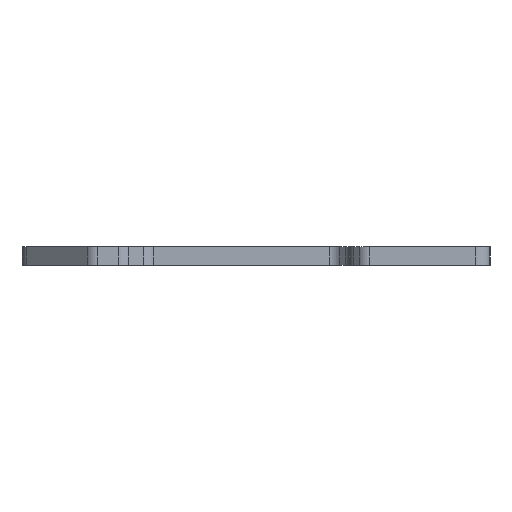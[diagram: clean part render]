
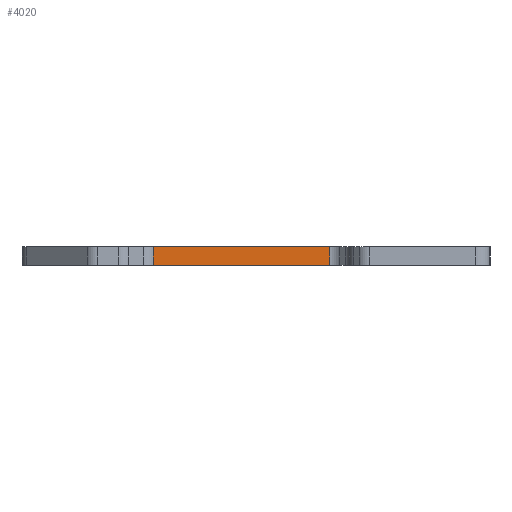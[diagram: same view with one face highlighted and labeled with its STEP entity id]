
A CAD part, left-side view. The second image highlights one B-rep face of the part: STEP entity #4020.
In plain terms, the highlighted planar face has unit normal (-1, 0, 0).
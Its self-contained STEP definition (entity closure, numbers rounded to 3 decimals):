
#14 = CARTESIAN_POINT ( 'NONE',  ( -95.8, 13., 42.5 ) ) ;
#88 = DIRECTION ( 'NONE',  ( 0., 1., 0. ) ) ;
#266 = CARTESIAN_POINT ( 'NONE',  ( -95.8, 17.243, 46.5 ) ) ;
#346 = VERTEX_POINT ( 'NONE', #3246 ) ;
#692 = LINE ( 'NONE', #266, #2507 ) ;
#799 = ORIENTED_EDGE ( 'NONE', *, *, #2204, .T. ) ;
#841 = CARTESIAN_POINT ( 'NONE',  ( -95.8, 17.243, 46.5 ) ) ;
#846 = EDGE_LOOP ( 'NONE', ( #2942, #3371, #1159, #799 ) ) ;
#926 = DIRECTION ( 'NONE',  ( 1., 0., 0. ) ) ;
#1117 = LINE ( 'NONE', #1174, #3603 ) ;
#1159 = ORIENTED_EDGE ( 'NONE', *, *, #2366, .T. ) ;
#1174 = CARTESIAN_POINT ( 'NONE',  ( -95.8, 54.907, 42.5 ) ) ;
#1381 = CARTESIAN_POINT ( 'NONE',  ( -95.8, 13., 42.5 ) ) ;
#1578 = VERTEX_POINT ( 'NONE', #3093 ) ;
#1585 = CARTESIAN_POINT ( 'NONE',  ( -95.8, 13., 46.5 ) ) ;
#2073 = FACE_OUTER_BOUND ( 'NONE', #846, .T. ) ;
#2084 = DIRECTION ( 'NONE',  ( 0., 0., 1. ) ) ;
#2204 = EDGE_CURVE ( 'NONE', #1578, #4420, #1117, .T. ) ;
#2360 = LINE ( 'NONE', #1585, #4300 ) ;
#2366 = EDGE_CURVE ( 'NONE', #3475, #1578, #2360, .T. ) ;
#2507 = VECTOR ( 'NONE', #2084, 1000. ) ;
#2597 = VECTOR ( 'NONE', #88, 1000. ) ;
#2942 = ORIENTED_EDGE ( 'NONE', *, *, #4077, .F. ) ;
#3093 = CARTESIAN_POINT ( 'NONE',  ( -95.8, 54.907, 46.5 ) ) ;
#3142 = PLANE ( 'NONE',  #4376 ) ;
#3246 = CARTESIAN_POINT ( 'NONE',  ( -95.8, 17.243, 42.5 ) ) ;
#3250 = LINE ( 'NONE', #14, #2597 ) ;
#3332 = DIRECTION ( 'NONE',  ( 0., 1., 0. ) ) ;
#3371 = ORIENTED_EDGE ( 'NONE', *, *, #4311, .T. ) ;
#3395 = DIRECTION ( 'NONE',  ( 0., 0., -1. ) ) ;
#3475 = VERTEX_POINT ( 'NONE', #841 ) ;
#3491 = CARTESIAN_POINT ( 'NONE',  ( -95.8, 54.907, 42.5 ) ) ;
#3593 = DIRECTION ( 'NONE',  ( 0., 0., -1. ) ) ;
#3603 = VECTOR ( 'NONE', #3593, 1000. ) ;
#4020 = ADVANCED_FACE ( 'NONE', ( #2073 ), #3142, .F. ) ;
#4077 = EDGE_CURVE ( 'NONE', #346, #4420, #3250, .T. ) ;
#4300 = VECTOR ( 'NONE', #3332, 1000. ) ;
#4311 = EDGE_CURVE ( 'NONE', #346, #3475, #692, .T. ) ;
#4376 = AXIS2_PLACEMENT_3D ( 'NONE', #1381, #926, #3395 ) ;
#4420 = VERTEX_POINT ( 'NONE', #3491 ) ;
